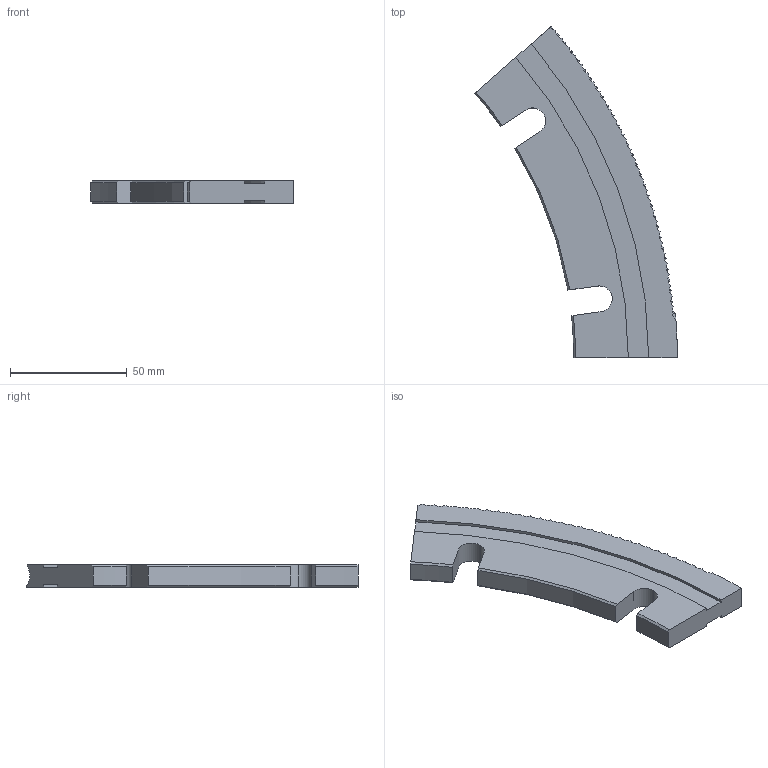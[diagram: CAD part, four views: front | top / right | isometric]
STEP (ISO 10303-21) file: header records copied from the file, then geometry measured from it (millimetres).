
FILE_DESCRIPTION (( 'STEP AP203' ), '1' );
FILE_NAME ('M5666-S.STEP', '2022-04-25T21:29:11', ( '' ), ( '' ), 'SwSTEP 2.0', 'SolidWorks 2020', '' );
FILE_SCHEMA (( 'CONFIG_CONTROL_DESIGN' ));
Length unit declared in the file: inch
Products named in the file (1): M5666-S
Bounding box: 86.93 x 142.36 x 9.49 mm (x, y, z)
Volume: 49173 mm3; surface area: 16122.1 mm2
Topology: 1 solids, 1 shells, 92 faces, 270 edges, 180 vertices
Faces by surface type: sphere 60, cylinder 12, plane 12, cone 6, torus 2
Entity records: 4162 total; most frequent: CARTESIAN_POINT 1617, DIRECTION 541, ORIENTED_EDGE 540, EDGE_CURVE 270, AXIS2_PLACEMENT_3D 248, VERTEX_POINT 180, CIRCLE 155, FACE_OUTER_BOUND 92
